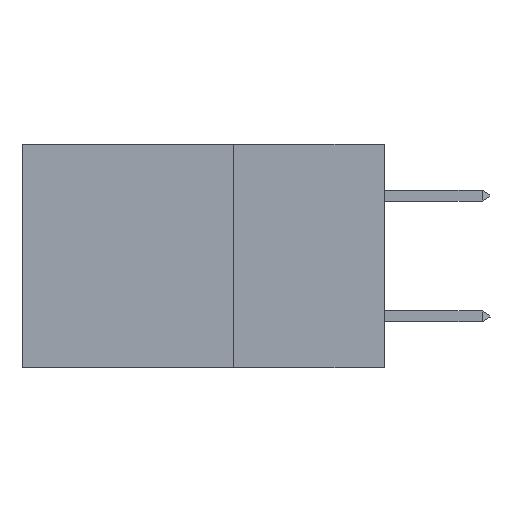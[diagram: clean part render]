
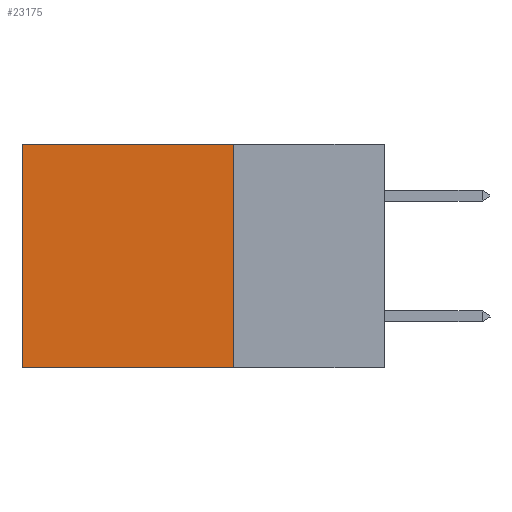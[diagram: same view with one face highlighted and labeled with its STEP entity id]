
A CAD part, left-side view. The second image highlights one B-rep face of the part: STEP entity #23175.
In plain terms, the highlighted planar face has unit normal (-1, 0, 0).
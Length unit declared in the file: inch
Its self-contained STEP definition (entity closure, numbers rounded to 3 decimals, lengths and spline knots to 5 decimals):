
#2772 = LINE ( 'NONE', #16300, #12549 ) ;
#4111 = CARTESIAN_POINT ( 'NONE',  ( 0.2875, 0.25, 0. ) ) ;
#5526 = FACE_OUTER_BOUND ( 'NONE', #23128, .T. ) ;
#6001 = CARTESIAN_POINT ( 'NONE',  ( 0.2875, 0.25, 0. ) ) ;
#6554 = VERTEX_POINT ( 'NONE', #10980 ) ;
#7064 = LINE ( 'NONE', #15811, #20527 ) ;
#7863 = CARTESIAN_POINT ( 'NONE',  ( 0.2875, 0.6, 0. ) ) ;
#8375 = ORIENTED_EDGE ( 'NONE', *, *, #18793, .F. ) ;
#9304 = DIRECTION ( 'NONE',  ( 0., 0., -1. ) ) ;
#9696 = LINE ( 'NONE', #4111, #13763 ) ;
#9865 = DIRECTION ( 'NONE',  ( 0., 1., 0. ) ) ;
#10016 = VERTEX_POINT ( 'NONE', #18093 ) ;
#10371 = ORIENTED_EDGE ( 'NONE', *, *, #13556, .T. ) ;
#10980 = CARTESIAN_POINT ( 'NONE',  ( 0.2875, 0.6, -0.37 ) ) ;
#11367 = EDGE_CURVE ( 'NONE', #14050, #6554, #22410, .T. ) ;
#12504 = DIRECTION ( 'NONE',  ( 0., 1., 0. ) ) ;
#12549 = VECTOR ( 'NONE', #9865, 39.37008 ) ;
#13556 = EDGE_CURVE ( 'NONE', #26323, #14050, #9696, .T. ) ;
#13763 = VECTOR ( 'NONE', #12504, 39.37008 ) ;
#14050 = VERTEX_POINT ( 'NONE', #7863 ) ;
#14662 = VECTOR ( 'NONE', #9304, 39.37008 ) ;
#15811 = CARTESIAN_POINT ( 'NONE',  ( 0.2875, 0.25, 0. ) ) ;
#16131 = PLANE ( 'NONE',  #24422 ) ;
#16300 = CARTESIAN_POINT ( 'NONE',  ( 0.2875, 0.25, -0.37 ) ) ;
#18093 = CARTESIAN_POINT ( 'NONE',  ( 0.2875, 0.25, -0.37 ) ) ;
#18287 = DIRECTION ( 'NONE',  ( 0., 0., -1. ) ) ;
#18793 = EDGE_CURVE ( 'NONE', #10016, #6554, #2772, .T. ) ;
#20125 = DIRECTION ( 'NONE',  ( 0., 0., -1. ) ) ;
#20139 = CARTESIAN_POINT ( 'NONE',  ( 0.2875, 0.6, 0. ) ) ;
#20527 = VECTOR ( 'NONE', #20125, 39.37008 ) ;
#22410 = LINE ( 'NONE', #20139, #14662 ) ;
#22415 = CARTESIAN_POINT ( 'NONE',  ( 0.2875, 0.25, 0. ) ) ;
#23128 = EDGE_LOOP ( 'NONE', ( #26057, #8375, #25666, #10371 ) ) ;
#23175 = ADVANCED_FACE ( 'NONE', ( #5526 ), #16131, .F. ) ;
#24422 = AXIS2_PLACEMENT_3D ( 'NONE', #22415, #26685, #18287 ) ;
#25666 = ORIENTED_EDGE ( 'NONE', *, *, #26001, .F. ) ;
#26001 = EDGE_CURVE ( 'NONE', #26323, #10016, #7064, .T. ) ;
#26057 = ORIENTED_EDGE ( 'NONE', *, *, #11367, .T. ) ;
#26323 = VERTEX_POINT ( 'NONE', #6001 ) ;
#26685 = DIRECTION ( 'NONE',  ( 1., 0., 0. ) ) ;
